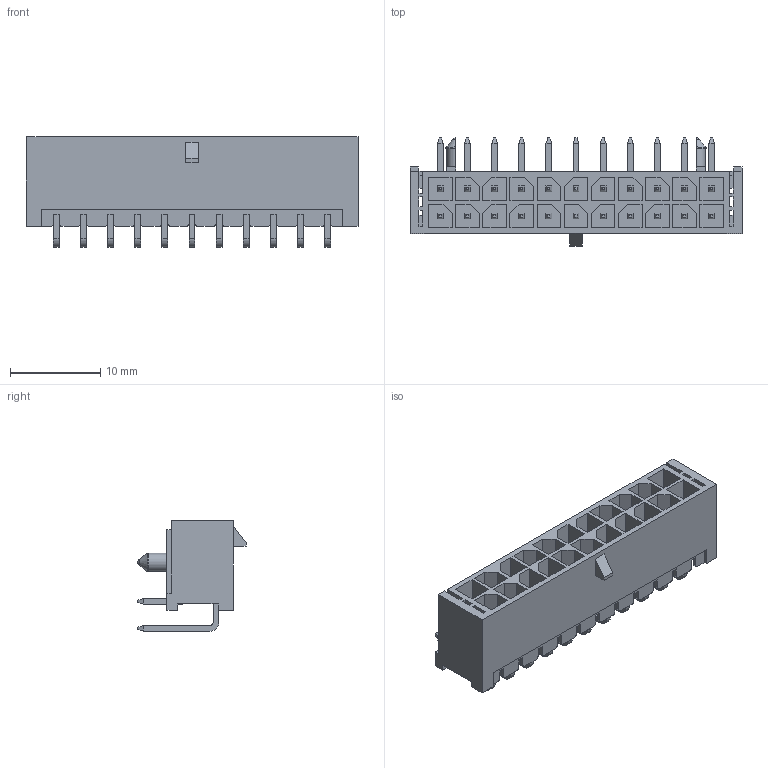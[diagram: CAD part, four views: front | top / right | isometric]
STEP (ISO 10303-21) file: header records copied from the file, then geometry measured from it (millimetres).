
FILE_DESCRIPTION(/* description */ ('Unknown'),/* implementation_level */ '2;1');
FILE_NAME(/* name */ '62002221022',/* time_stamp */ '2020-09-23T09:56:07+02:00',/* author */ ('Unknown'),/* organization */ ('Unknown'),/* preprocessor_version */ 'ST-DEVELOPER v16.7',/* originating_system */ 'DEX',/* authorisation */ $);
FILE_SCHEMA (('AUTOMOTIVE_DESIGN {1 0 10303 214 3 1 1}'));
Length unit declared in the file: millimetre
Products named in the file (4): 6620xx21022; 66202221022; 6620xx21022_PIN_COURTE; 6620xx21022_PIN_LONGUE
Assembly tree (23 placements, depth 2):
  6620xx21022
    66202221022
    6620xx21022_PIN_COURTE  x11
    6620xx21022_PIN_LONGUE  x11
Bounding box: 36.7 x 11.96 x 12.22 mm (x, y, z)
Volume: 1393.3 mm3; surface area: 4115.1 mm2
Topology: 23 solids, 23 shells, 884 faces, 2353 edges, 1508 vertices
Faces by surface type: plane 788, cylinder 92, cone 2, torus 2
Entity records: 17613 total; most frequent: CARTESIAN_POINT 3141, ORIENTED_EDGE 3106, DIRECTION 2759, EDGE_CURVE 1553, LINE 1435, VECTOR 1435, VERTEX_POINT 1028, AXIS2_PLACEMENT_3D 662
